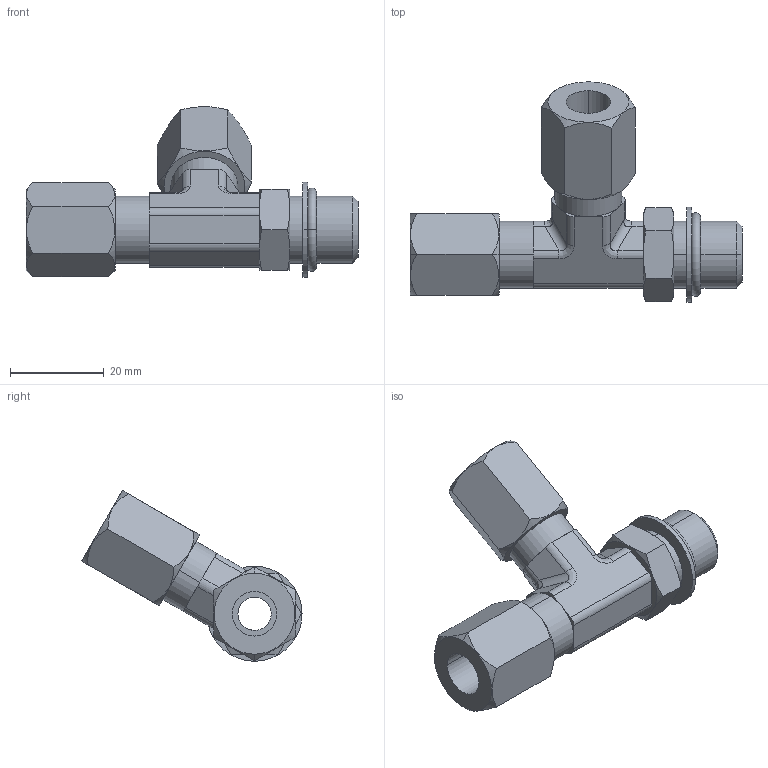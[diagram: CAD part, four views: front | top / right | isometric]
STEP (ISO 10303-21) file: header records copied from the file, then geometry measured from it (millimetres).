
FILE_DESCRIPTION((''),'2;1');
FILE_NAME('ILC30231066','2005-08-24T',('KR'),(''),'PRO/ENGINEER BY PARAMETRIC TECHNOLOGY CORPORATION, 2004290','PRO/ENGINEER BY PARAMETRIC TECHNOLOGY CORPORATION, 2004290','');
FILE_SCHEMA(('AUTOMOTIVE_DESIGN_CC2 { 1 2 10303 214 -1 1 5 2 }'));
Length unit declared in the file: inch
Products named in the file (1): ILC30231066
Bounding box: 70.93 x 47.03 x 36.46 mm (x, y, z)
Volume: 16259.1 mm3; surface area: 9125.8 mm2
Topology: 1 solids, 2 shells, 129 faces, 307 edges, 188 vertices
Faces by surface type: plane 56, cylinder 41, cone 22, bspline 6, torus 4
Entity records: 5491 total; most frequent: CARTESIAN_POINT 1450, ORIENTED_EDGE 614, DIRECTION 597, PRESENTATION_STYLE_ASSIGNMENT 314, STYLED_ITEM 308, CURVE_STYLE 307, EDGE_CURVE 307, AXIS2_PLACEMENT_3D 239
